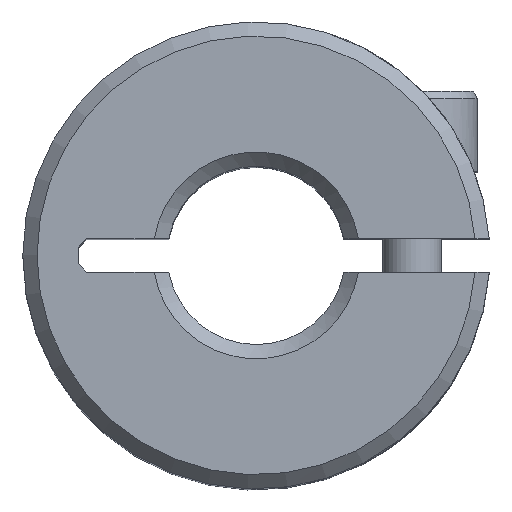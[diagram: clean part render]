
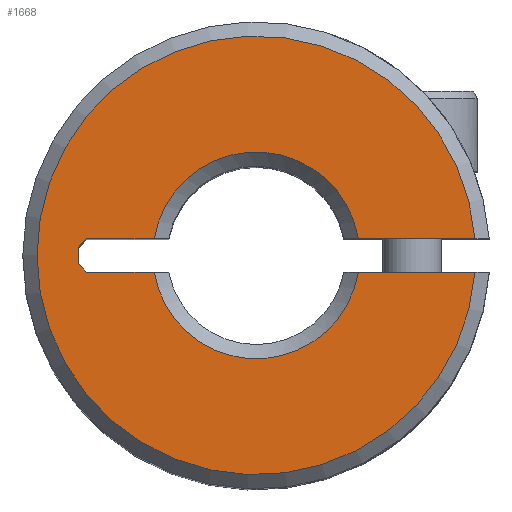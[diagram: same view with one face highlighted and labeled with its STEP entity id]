
A CAD part, top view. The second image highlights one B-rep face of the part: STEP entity #1668.
In plain terms, the highlighted planar face has unit normal (0, 0, 1).
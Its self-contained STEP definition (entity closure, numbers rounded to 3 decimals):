
#150=CIRCLE($,#1803,3.683);
#151=CIRCLE($,#1804,7.811);
#152=CIRCLE($,#1805,3.683);
#212=FACE_OUTER_BOUND($,#335,.T.);
#335=EDGE_LOOP($,(#1174,#1175,#1176,#1177,#1178,#1179,#1180,#1181,#1182,
#1183));
#479=LINE($,#2843,#603);
#482=LINE($,#2857,#606);
#483=LINE($,#2859,#607);
#484=LINE($,#2860,#608);
#485=LINE($,#2864,#609);
#486=LINE($,#2868,#610);
#487=LINE($,#2871,#611);
#603=VECTOR($,#2068,2.418);
#606=VECTOR($,#2073,0.421);
#607=VECTOR($,#2074,0.596);
#608=VECTOR($,#2075,0.421);
#609=VECTOR($,#2078,4.153);
#610=VECTOR($,#2081,4.153);
#611=VECTOR($,#2084,2.418);
#756=VERTEX_POINT($,#2841);
#757=VERTEX_POINT($,#2842);
#760=VERTEX_POINT($,#2855);
#761=VERTEX_POINT($,#2856);
#762=VERTEX_POINT($,#2858);
#763=VERTEX_POINT($,#2861);
#764=VERTEX_POINT($,#2863);
#765=VERTEX_POINT($,#2865);
#766=VERTEX_POINT($,#2867);
#767=VERTEX_POINT($,#2869);
#922=EDGE_CURVE($,#756,#757,#479,.T.);
#927=EDGE_CURVE($,#760,#761,#482,.T.);
#928=EDGE_CURVE($,#761,#762,#483,.T.);
#929=EDGE_CURVE($,#762,#756,#484,.T.);
#930=EDGE_CURVE($,#757,#763,#150,.T.);
#931=EDGE_CURVE($,#763,#764,#485,.T.);
#932=EDGE_CURVE($,#764,#765,#151,.T.);
#933=EDGE_CURVE($,#765,#766,#486,.T.);
#934=EDGE_CURVE($,#766,#767,#152,.T.);
#935=EDGE_CURVE($,#767,#760,#487,.T.);
#1174=ORIENTED_EDGE($,*,*,#927,.T.);
#1175=ORIENTED_EDGE($,*,*,#928,.T.);
#1176=ORIENTED_EDGE($,*,*,#929,.T.);
#1177=ORIENTED_EDGE($,*,*,#922,.T.);
#1178=ORIENTED_EDGE($,*,*,#930,.T.);
#1179=ORIENTED_EDGE($,*,*,#931,.T.);
#1180=ORIENTED_EDGE($,*,*,#932,.T.);
#1181=ORIENTED_EDGE($,*,*,#933,.T.);
#1182=ORIENTED_EDGE($,*,*,#934,.T.);
#1183=ORIENTED_EDGE($,*,*,#935,.T.);
#1490=PLANE($,#1802);
#1668=ADVANCED_FACE($,(#212),#1490,.T.);
#1802=AXIS2_PLACEMENT_3D($,#2854,#2071,#2072);
#1803=AXIS2_PLACEMENT_3D($,#2862,#2076,#2077);
#1804=AXIS2_PLACEMENT_3D($,#2866,#2079,#2080);
#1805=AXIS2_PLACEMENT_3D($,#2870,#2082,#2083);
#2068=DIRECTION($,(1.,0.,0.));
#2071=DIRECTION('center_axis',(0.,0.,1.));
#2072=DIRECTION('ref_axis',(1.,0.,0.));
#2073=DIRECTION($,(-0.707,0.707,0.));
#2074=DIRECTION($,(0.,1.,0.));
#2075=DIRECTION($,(0.707,0.707,0.));
#2076=DIRECTION('center_axis',(0.,0.,-1.));
#2077=DIRECTION('ref_axis',(-0.987,0.162,0.));
#2078=DIRECTION($,(1.,0.,0.));
#2079=DIRECTION('center_axis',(0.,0.,1.));
#2080=DIRECTION('ref_axis',(0.997,0.076,0.));
#2081=DIRECTION($,(-1.,0.,0.));
#2082=DIRECTION('center_axis',(0.,0.,-1.));
#2083=DIRECTION('ref_axis',(0.987,-0.162,0.));
#2084=DIRECTION($,(-1.,0.,0.));
#2841=CARTESIAN_POINT('',(-6.052,0.596,12.7));
#2842=CARTESIAN_POINT('',(-3.635,0.596,12.7));
#2843=CARTESIAN_POINT($,(-6.052,0.596,12.7));
#2854=CARTESIAN_POINT('Origin',(0.,0.,12.7));
#2855=CARTESIAN_POINT('',(-6.052,-0.596,12.7));
#2856=CARTESIAN_POINT('',(-6.35,-0.298,12.7));
#2857=CARTESIAN_POINT($,(-6.052,-0.596,12.7));
#2858=CARTESIAN_POINT('',(-6.35,0.298,12.7));
#2859=CARTESIAN_POINT($,(-6.35,-0.298,12.7));
#2860=CARTESIAN_POINT($,(-6.35,0.298,12.7));
#2861=CARTESIAN_POINT('',(3.635,0.596,12.7));
#2862=CARTESIAN_POINT('Origin',(0.,0.,12.7));
#2863=CARTESIAN_POINT('',(7.788,0.596,12.7));
#2864=CARTESIAN_POINT($,(3.635,0.596,12.7));
#2865=CARTESIAN_POINT('',(7.788,-0.596,12.7));
#2866=CARTESIAN_POINT('Origin',(0.,0.,12.7));
#2867=CARTESIAN_POINT('',(3.635,-0.596,12.7));
#2868=CARTESIAN_POINT($,(7.788,-0.596,12.7));
#2869=CARTESIAN_POINT('',(-3.635,-0.596,12.7));
#2870=CARTESIAN_POINT('Origin',(0.,0.,12.7));
#2871=CARTESIAN_POINT($,(-3.635,-0.596,12.7));
